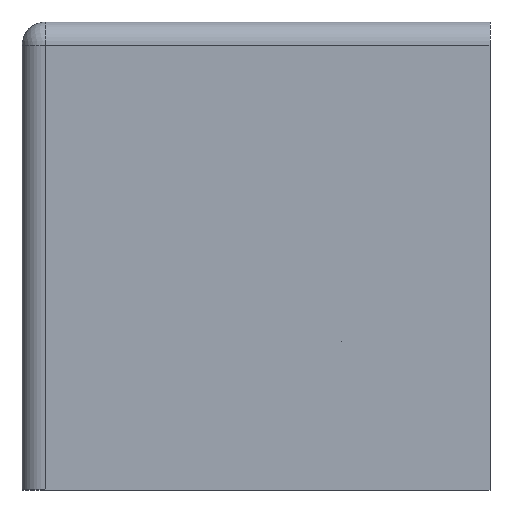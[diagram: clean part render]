
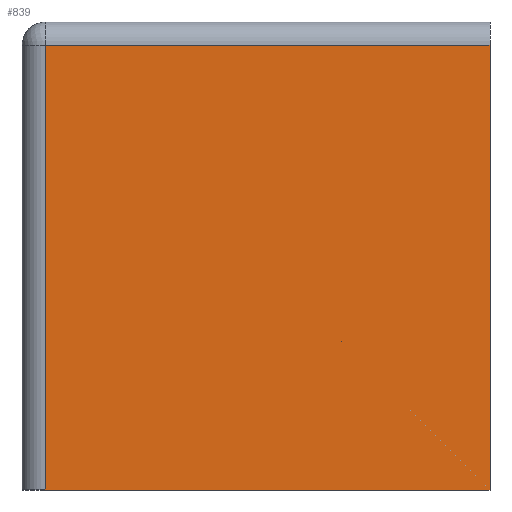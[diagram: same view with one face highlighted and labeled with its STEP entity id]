
A CAD part, left-side view. The second image highlights one B-rep face of the part: STEP entity #839.
In plain terms, the highlighted planar face has unit normal (-1, 0, 0).
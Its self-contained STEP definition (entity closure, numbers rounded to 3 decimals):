
#314=CARTESIAN_POINT('',(-20.0,0.0,0.0));
#315=VERTEX_POINT('',#314);
#322=CARTESIAN_POINT('',(-20.0,19.0,0.0));
#323=VERTEX_POINT('',#322);
#324=CARTESIAN_POINT('',(-20.0,0.0,0.0));
#325=DIRECTION('',(0.0,1.0,0.0));
#326=VECTOR('',#325,19.0);
#327=LINE('',#324,#326);
#328=EDGE_CURVE('',#315,#323,#327,.T.);
#382=CARTESIAN_POINT('',(-20.,19.0,19.0));
#383=VERTEX_POINT('',#382);
#384=CARTESIAN_POINT('',(-20.0,19.0,0.0));
#385=DIRECTION('',(0.0,0.0,1.0));
#386=VECTOR('',#385,19.0);
#387=LINE('',#384,#386);
#388=EDGE_CURVE('',#323,#383,#387,.T.);
#413=CARTESIAN_POINT('',(-20.,0.0,19.0));
#414=VERTEX_POINT('',#413);
#439=CARTESIAN_POINT('',(-20.,19.0,19.0));
#440=DIRECTION('',(0.0,-1.0,0.0));
#441=VECTOR('',#440,19.0);
#442=LINE('',#439,#441);
#443=EDGE_CURVE('',#383,#414,#442,.T.);
#757=CARTESIAN_POINT('',(-20.0,0.0,0.0));
#758=DIRECTION('',(0.0,0.0,1.0));
#759=VECTOR('',#758,19.0);
#760=LINE('',#757,#759);
#761=EDGE_CURVE('',#315,#414,#760,.T.);
#828=CARTESIAN_POINT('',(-20.0,0.0,0.0));
#829=DIRECTION('',(-1.0,0.0,0.0));
#830=DIRECTION('',(0.0,0.0,1.0));
#831=AXIS2_PLACEMENT_3D('',#828,#829,#830);
#832=PLANE('',#831);
#833=ORIENTED_EDGE('',*,*,#388,.F.);
#834=ORIENTED_EDGE('',*,*,#328,.F.);
#835=ORIENTED_EDGE('',*,*,#761,.T.);
#836=ORIENTED_EDGE('',*,*,#443,.F.);
#837=EDGE_LOOP('',(#833,#834,#835,#836));
#838=FACE_OUTER_BOUND('',#837,.T.);
#839=ADVANCED_FACE('',(#838),#832,.T.);
